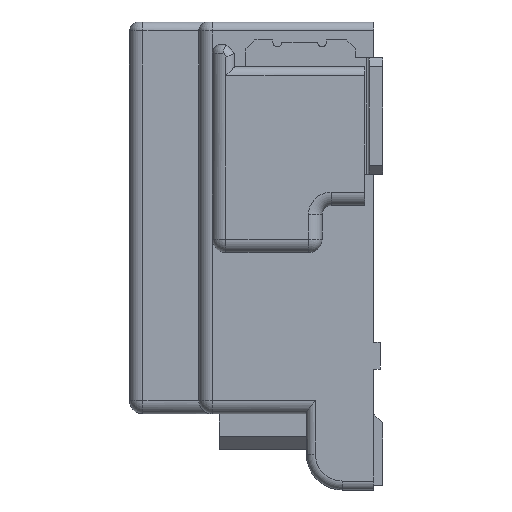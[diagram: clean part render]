
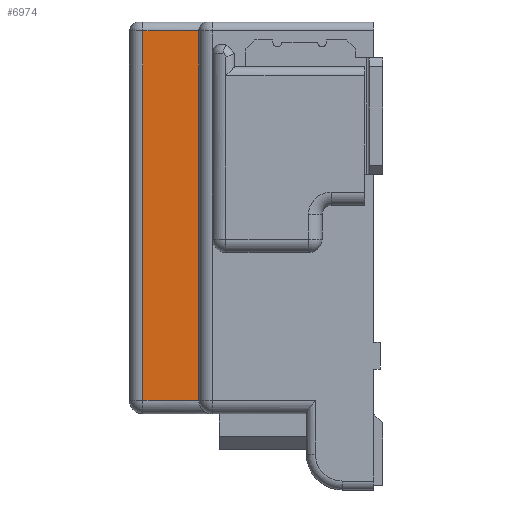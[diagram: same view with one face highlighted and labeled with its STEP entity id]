
A CAD part, left-side view. The second image highlights one B-rep face of the part: STEP entity #6974.
In plain terms, the highlighted planar face has unit normal (-1, 0, 0).
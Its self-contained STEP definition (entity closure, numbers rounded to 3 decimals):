
#284 = AXIS2_PLACEMENT_3D ( 'NONE', #1707, #7912, #12186 ) ;
#429 = DIRECTION ( 'NONE',  ( 0., 0., 1. ) ) ;
#954 = CARTESIAN_POINT ( 'NONE',  ( -5., 3.1, -0.2 ) ) ;
#1707 = CARTESIAN_POINT ( 'NONE',  ( -5., 3.1, -7.45 ) ) ;
#1729 = EDGE_CURVE ( 'NONE', #4463, #7992, #9832, .T. ) ;
#2026 = EDGE_CURVE ( 'NONE', #4615, #7992, #5125, .T. ) ;
#2248 = VECTOR ( 'NONE', #7716, 1000. ) ;
#3591 = ORIENTED_EDGE ( 'NONE', *, *, #8823, .F. ) ;
#3644 = CARTESIAN_POINT ( 'NONE',  ( -5., 3.1, -7.45 ) ) ;
#3738 = CARTESIAN_POINT ( 'NONE',  ( -5., 4.35, -8.45 ) ) ;
#4463 = VERTEX_POINT ( 'NONE', #9644 ) ;
#4615 = VERTEX_POINT ( 'NONE', #7324 ) ;
#4765 = CARTESIAN_POINT ( 'NONE',  ( -5., 3.1, -8.45 ) ) ;
#5125 = LINE ( 'NONE', #954, #11135 ) ;
#5784 = LINE ( 'NONE', #4765, #6834 ) ;
#6816 = CARTESIAN_POINT ( 'NONE',  ( -5., 3.1, -0.2 ) ) ;
#6834 = VECTOR ( 'NONE', #13046, 1000. ) ;
#6974 = ADVANCED_FACE ( 'NONE', ( #8932 ), #8055, .T. ) ;
#7324 = CARTESIAN_POINT ( 'NONE',  ( -5., 4.35, -0.2 ) ) ;
#7358 = EDGE_CURVE ( 'NONE', #4463, #7363, #5784, .T. ) ;
#7363 = VERTEX_POINT ( 'NONE', #3738 ) ;
#7716 = DIRECTION ( 'NONE',  ( 0., 0., 1. ) ) ;
#7912 = DIRECTION ( 'NONE',  ( -1., 0., 0. ) ) ;
#7955 = EDGE_LOOP ( 'NONE', ( #3591, #13229, #11243, #10227 ) ) ;
#7992 = VERTEX_POINT ( 'NONE', #6816 ) ;
#8055 = PLANE ( 'NONE',  #284 ) ;
#8823 = EDGE_CURVE ( 'NONE', #7363, #4615, #11727, .T. ) ;
#8932 = FACE_OUTER_BOUND ( 'NONE', #7955, .T. ) ;
#9644 = CARTESIAN_POINT ( 'NONE',  ( -5., 3.1, -8.45 ) ) ;
#9696 = CARTESIAN_POINT ( 'NONE',  ( -5., 4.35, -7.45 ) ) ;
#9832 = LINE ( 'NONE', #3644, #12646 ) ;
#10227 = ORIENTED_EDGE ( 'NONE', *, *, #2026, .F. ) ;
#11135 = VECTOR ( 'NONE', #13404, 1000. ) ;
#11243 = ORIENTED_EDGE ( 'NONE', *, *, #1729, .T. ) ;
#11727 = LINE ( 'NONE', #9696, #2248 ) ;
#12186 = DIRECTION ( 'NONE',  ( 0., 0., -1. ) ) ;
#12646 = VECTOR ( 'NONE', #429, 1000. ) ;
#13046 = DIRECTION ( 'NONE',  ( 0., 1., 0. ) ) ;
#13229 = ORIENTED_EDGE ( 'NONE', *, *, #7358, .F. ) ;
#13404 = DIRECTION ( 'NONE',  ( 0., -1., 0. ) ) ;
